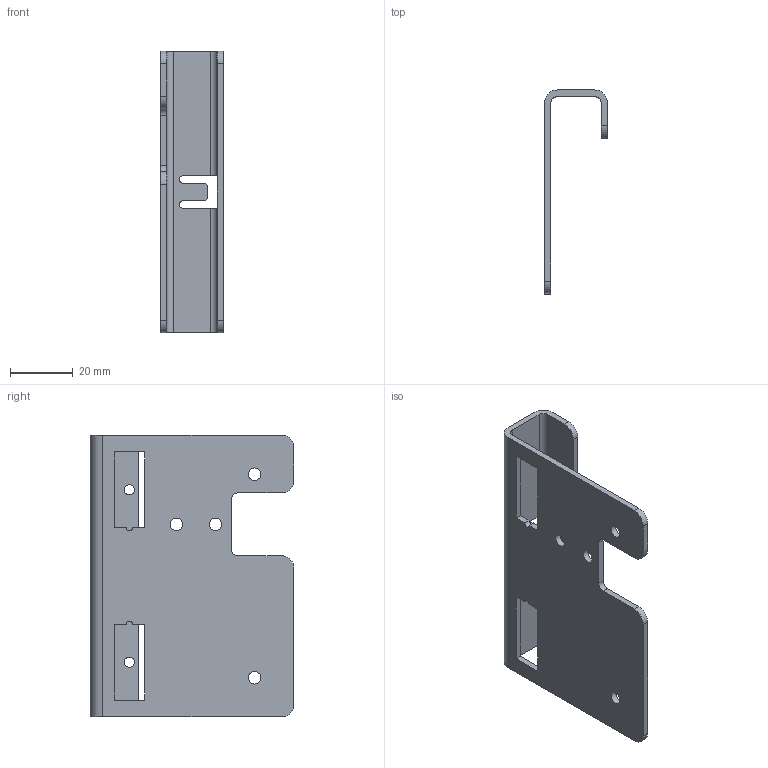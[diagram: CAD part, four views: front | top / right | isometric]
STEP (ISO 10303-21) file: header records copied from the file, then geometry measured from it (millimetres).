
FILE_DESCRIPTION(/* description */ ('PLACA LATERAL'),/* implementation_level */ '2;1');
FILE_NAME(/* name */ 'C04H030032-x-end.stp',/* time_stamp */ '2014-12-23T08:49:53+01:00',/* author */ ('Startic'),/* organization */ ('MARCHA TECHNOLOGY'),/* preprocessor_version */ 'ST-DEVELOPER v15.6',/* originating_system */ 'Autodesk Inventor LT ',/* authorisation */ '');
FILE_SCHEMA (('AUTOMOTIVE_DESIGN { 1 0 10303 214 3 1 1 }'));
Length unit declared in the file: millimetre
Products named in the file (1): C04H030032-x-end
Bounding box: 20 x 65 x 90 mm (x, y, z)
Volume: 14693.9 mm3; surface area: 16047.2 mm2
Topology: 1 solids, 1 shells, 58 faces, 176 edges, 118 vertices
Faces by surface type: plane 30, cylinder 28
Full cylindrical faces by diameter (mm): 3.242 x2, 4 x4
Entity records: 2004 total; most frequent: CARTESIAN_POINT 343, DIRECTION 342, ORIENTED_EDGE 336, EDGE_CURVE 168, VERTEX_POINT 116, AXIS2_PLACEMENT_3D 115, LINE 112, VECTOR 112
